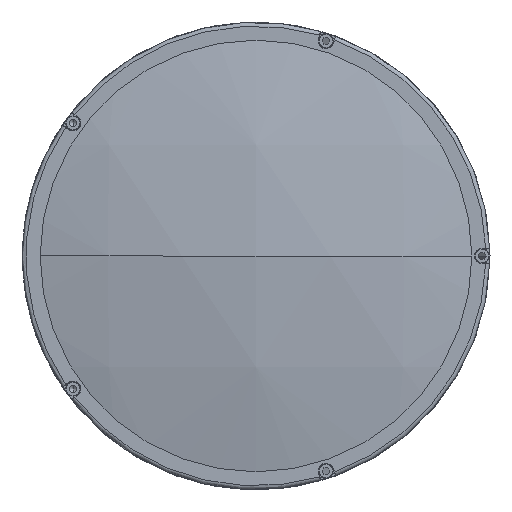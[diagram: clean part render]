
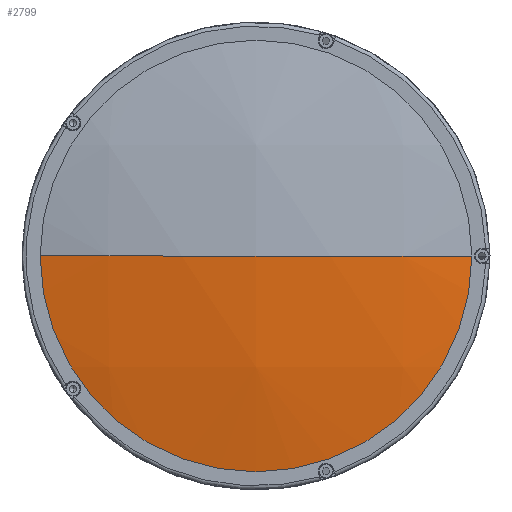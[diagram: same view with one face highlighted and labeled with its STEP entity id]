
A CAD part, left-side view. The second image highlights one B-rep face of the part: STEP entity #2799.
In plain terms, the highlighted spherical face has radius 384 mm.
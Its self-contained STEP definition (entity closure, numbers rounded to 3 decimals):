
#648 = CIRCLE ( 'NONE', #4644, 384. ) ;
#685 = CIRCLE ( 'NONE', #2056, 384. ) ;
#867 = EDGE_CURVE ( 'NONE', #6869, #2520, #685, .T. ) ;
#872 = SPHERICAL_SURFACE ( 'NONE', #5952, 384. ) ;
#1193 = DIRECTION ( 'NONE',  ( 0., 0., 1. ) ) ;
#1564 = DIRECTION ( 'NONE',  ( 0., 1., 0. ) ) ;
#1725 = EDGE_CURVE ( 'NONE', #6869, #5825, #6958, .T. ) ;
#2056 = AXIS2_PLACEMENT_3D ( 'NONE', #6020, #6551, #3259 ) ;
#2520 = VERTEX_POINT ( 'NONE', #4976 ) ;
#2791 = CARTESIAN_POINT ( 'NONE',  ( -353.104, -85., 0. ) ) ;
#2799 = ADVANCED_FACE ( 'NONE', ( #4191 ), #872, .T. ) ;
#3060 = DIRECTION ( 'NONE',  ( 0., 1., 0. ) ) ;
#3205 = DIRECTION ( 'NONE',  ( 0., 0., -1. ) ) ;
#3239 = ORIENTED_EDGE ( 'NONE', *, *, #6042, .T. ) ;
#3259 = DIRECTION ( 'NONE',  ( 0., -1., 0. ) ) ;
#3659 = AXIS2_PLACEMENT_3D ( 'NONE', #4443, #6633, #1193 ) ;
#3715 = CARTESIAN_POINT ( 'NONE',  ( 21.37, 0., 0. ) ) ;
#4191 = FACE_OUTER_BOUND ( 'NONE', #6501, .T. ) ;
#4443 = CARTESIAN_POINT ( 'NONE',  ( -353.104, 0., 0. ) ) ;
#4644 = AXIS2_PLACEMENT_3D ( 'NONE', #3715, #3205, #1564 ) ;
#4976 = CARTESIAN_POINT ( 'NONE',  ( -362.63, 0., 0. ) ) ;
#5527 = ORIENTED_EDGE ( 'NONE', *, *, #867, .F. ) ;
#5706 = CARTESIAN_POINT ( 'NONE',  ( -353.104, 85., 0. ) ) ;
#5805 = DIRECTION ( 'NONE',  ( 0., 0., -1. ) ) ;
#5825 = VERTEX_POINT ( 'NONE', #2791 ) ;
#5952 = AXIS2_PLACEMENT_3D ( 'NONE', #6417, #5805, #3060 ) ;
#6020 = CARTESIAN_POINT ( 'NONE',  ( 21.37, 0., 0. ) ) ;
#6042 = EDGE_CURVE ( 'NONE', #5825, #2520, #648, .T. ) ;
#6417 = CARTESIAN_POINT ( 'NONE',  ( 21.37, 0., 0. ) ) ;
#6501 = EDGE_LOOP ( 'NONE', ( #6849, #3239, #5527 ) ) ;
#6551 = DIRECTION ( 'NONE',  ( 0., 0., 1. ) ) ;
#6633 = DIRECTION ( 'NONE',  ( -1., 0., 0. ) ) ;
#6849 = ORIENTED_EDGE ( 'NONE', *, *, #1725, .T. ) ;
#6869 = VERTEX_POINT ( 'NONE', #5706 ) ;
#6958 = CIRCLE ( 'NONE', #3659, 85. ) ;
